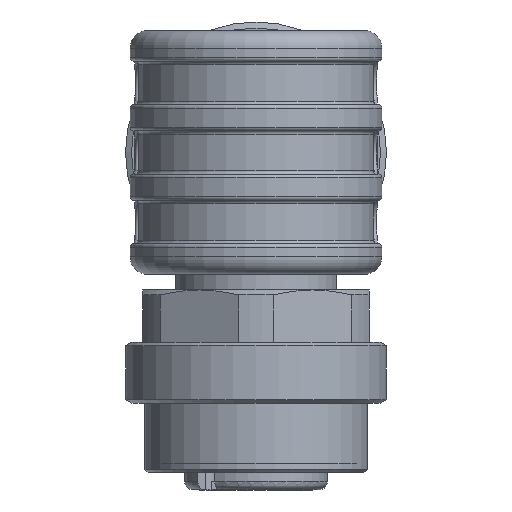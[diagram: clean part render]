
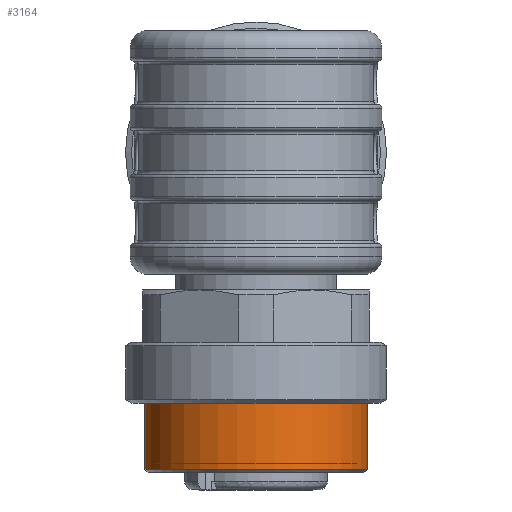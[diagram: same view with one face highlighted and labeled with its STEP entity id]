
A CAD part, left-side view. The second image highlights one B-rep face of the part: STEP entity #3164.
In plain terms, the highlighted cylindrical face has radius 6.4 mm (diameter 12.8 mm), a full revolution.
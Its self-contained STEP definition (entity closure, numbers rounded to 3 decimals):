
#3164=ADVANCED_FACE('',(#3645,#3646),#3484,.T.);
#3484=CYLINDRICAL_SURFACE('',#10943,6.4);
#3645=FACE_BOUND('',#4227,.T.);
#3646=FACE_BOUND('',#4228,.T.);
#4227=EDGE_LOOP('',(#6501));
#4228=EDGE_LOOP('',(#6502));
#6501=ORIENTED_EDGE('',*,*,#9230,.T.);
#6502=ORIENTED_EDGE('',*,*,#9231,.T.);
#7931=VERTEX_POINT('',#18461);
#7932=VERTEX_POINT('',#18463);
#9230=EDGE_CURVE('',#7931,#7931,#10033,.T.);
#9231=EDGE_CURVE('',#7932,#7932,#10034,.T.);
#10033=CIRCLE('',#10941,6.4);
#10034=CIRCLE('',#10942,6.4);
#10941=AXIS2_PLACEMENT_3D('',#18460,#13280,#13281);
#10942=AXIS2_PLACEMENT_3D('',#18462,#13282,#13283);
#10943=AXIS2_PLACEMENT_3D('',#18464,#13284,#13285);
#13280=DIRECTION('',(0.,0.,1.));
#13281=DIRECTION('',(1.,0.,0.));
#13282=DIRECTION('',(0.,0.,-1.));
#13283=DIRECTION('',(0.,1.,0.));
#13284=DIRECTION('',(0.,0.,-1.));
#13285=DIRECTION('',(0.,-1.,0.));
#18460=CARTESIAN_POINT('',(60.,60.,-18.2));
#18461=CARTESIAN_POINT('',(66.4,60.,-18.2));
#18462=CARTESIAN_POINT('',(60.,60.,-14.4));
#18463=CARTESIAN_POINT('',(60.,66.4,-14.4));
#18464=CARTESIAN_POINT('',(60.,60.,-18.4));
